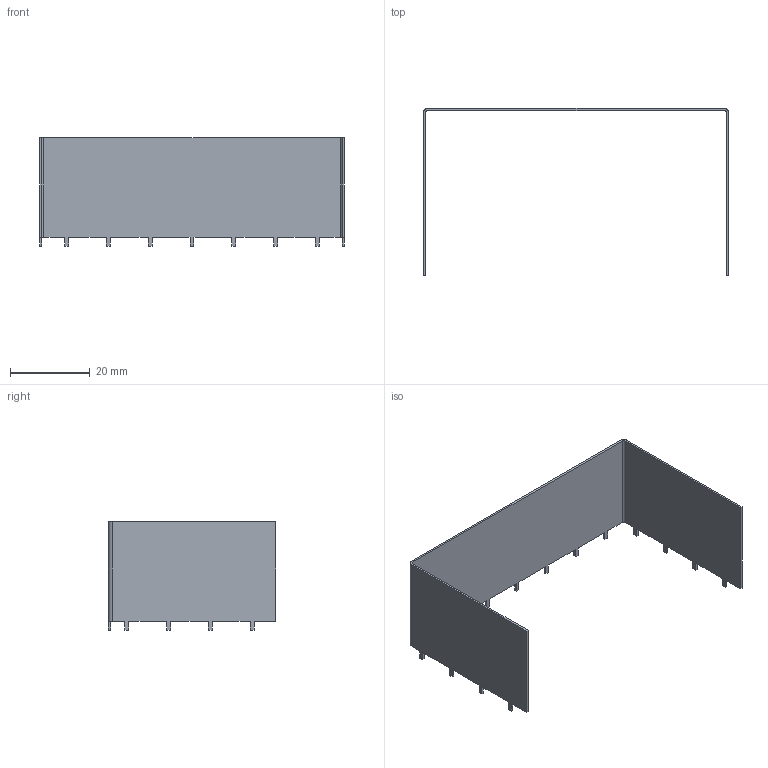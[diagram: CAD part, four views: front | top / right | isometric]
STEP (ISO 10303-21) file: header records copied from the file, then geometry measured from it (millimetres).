
FILE_DESCRIPTION((''),'2;1');
FILE_NAME('3D.stp','2014-02-11T16:57:07',(''),(''),'Mechanical Desktop 2011','Mechanical Desktop 2011',', , ');
FILE_SCHEMA(('AUTOMOTIVE_DESIGN { 1 2 10303 214 1 1 1 1 }'));
Length unit declared in the file: millimetre
Products named in the file (1): Product
Bounding box: 76.5 x 42 x 27.25 mm (x, y, z)
Volume: 2161.5 mm3; surface area: 8240.4 mm2
Topology: 1 solids, 1 shells, 74 faces, 216 edges, 144 vertices
Faces by surface type: plane 41, bspline 29, cylinder 4
Entity records: 2453 total; most frequent: CARTESIAN_POINT 522, ORIENTED_EDGE 432, DIRECTION 316, EDGE_CURVE 216, VECTOR 208, LINE 208, VERTEX_POINT 144, EDGE_LOOP 74
